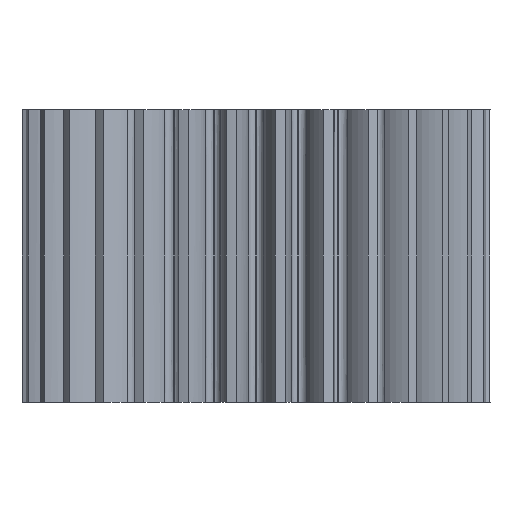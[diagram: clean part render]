
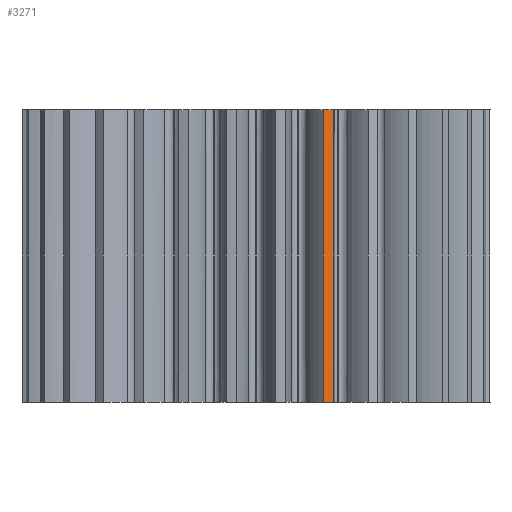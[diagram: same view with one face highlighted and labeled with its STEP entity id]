
A CAD part, front view. The second image highlights one B-rep face of the part: STEP entity #3271.
In plain terms, the highlighted cylindrical face has radius 16 mm (diameter 32 mm), a partial arc.
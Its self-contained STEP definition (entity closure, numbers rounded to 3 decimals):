
#33=LINE('',#9857,#94);
#34=LINE('',#9935,#95);
#94=VECTOR('',#3775,10.);
#95=VECTOR('',#3782,10.);
#395=CIRCLE('',#3471,16.);
#396=CIRCLE('',#3472,16.);
#482=CYLINDRICAL_SURFACE('',#3470,16.);
#612=FACE_OUTER_BOUND('',#795,.T.);
#795=EDGE_LOOP('',(#2437,#2438,#2439,#2440));
#1372=VERTEX_POINT('',#9783);
#1373=VERTEX_POINT('',#9856);
#1374=VERTEX_POINT('',#9931);
#1375=VERTEX_POINT('',#9933);
#1813=EDGE_CURVE('',#1373,#1372,#33,.T.);
#1815=EDGE_CURVE('',#1374,#1373,#395,.T.);
#1816=EDGE_CURVE('',#1375,#1372,#396,.T.);
#1817=EDGE_CURVE('',#1374,#1375,#34,.T.);
#2437=ORIENTED_EDGE('',*,*,#1815,.T.);
#2438=ORIENTED_EDGE('',*,*,#1813,.T.);
#2439=ORIENTED_EDGE('',*,*,#1816,.F.);
#2440=ORIENTED_EDGE('',*,*,#1817,.F.);
#3271=ADVANCED_FACE('',(#612),#482,.T.);
#3470=AXIS2_PLACEMENT_3D('',#9930,#3776,#3777);
#3471=AXIS2_PLACEMENT_3D('',#9932,#3778,#3779);
#3472=AXIS2_PLACEMENT_3D('',#9934,#3780,#3781);
#3775=DIRECTION('',(0.,0.,1.));
#3776=DIRECTION('center_axis',(0.,0.,1.));
#3777=DIRECTION('ref_axis',(0.287,-0.958,0.));
#3778=DIRECTION('center_axis',(0.,0.,1.));
#3779=DIRECTION('ref_axis',(0.287,-0.958,0.));
#3780=DIRECTION('center_axis',(0.,0.,1.));
#3781=DIRECTION('ref_axis',(0.287,-0.958,0.));
#3782=DIRECTION('',(0.,0.,1.));
#9783=CARTESIAN_POINT('',(5.294,-15.099,20.));
#9856=CARTESIAN_POINT('',(5.294,-15.099,0.));
#9857=CARTESIAN_POINT('',(5.294,-15.099,0.));
#9930=CARTESIAN_POINT('Origin',(0.,0.,
0.));
#9931=CARTESIAN_POINT('',(4.592,-15.327,0.));
#9932=CARTESIAN_POINT('Origin',(0.,0.,
0.));
#9933=CARTESIAN_POINT('',(4.592,-15.327,20.));
#9934=CARTESIAN_POINT('Origin',(0.,0.,
20.));
#9935=CARTESIAN_POINT('',(4.592,-15.327,0.));
